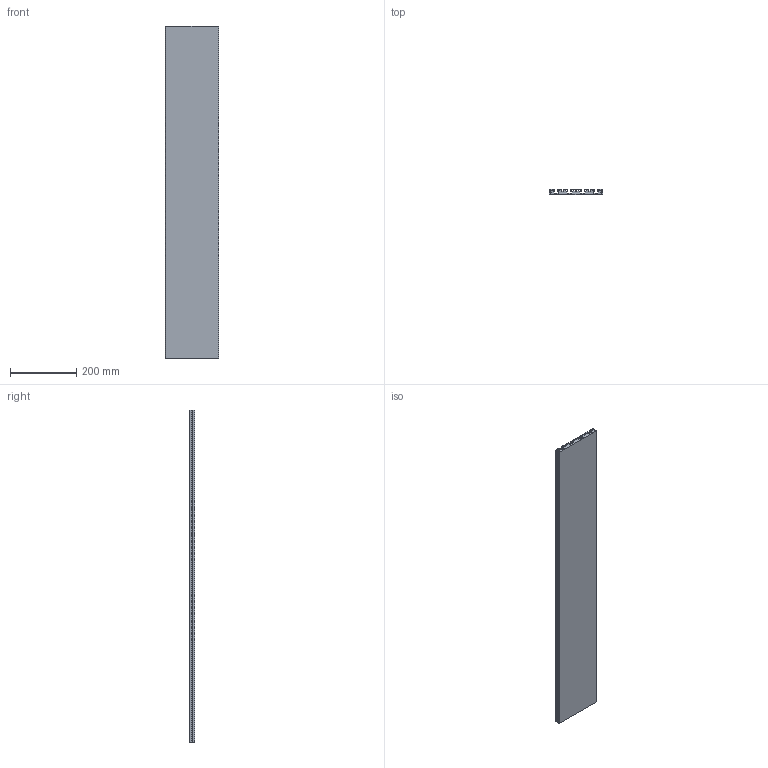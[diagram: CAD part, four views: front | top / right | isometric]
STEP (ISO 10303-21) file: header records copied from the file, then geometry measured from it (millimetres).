
FILE_DESCRIPTION(/* description */ (''),/* implementation_level */ '2;1');
FILE_NAME(/* name */ '111015',/* time_stamp */ '2014-10-06T11:17:45+02:00',/* author */ (''),/* organization */ (''),/* preprocessor_version */ 'ST-DEVELOPER v14',/* originating_system */ 'HiCAD 2013 1802.4 Build 509',/* authorisation */ '');
FILE_SCHEMA (('AUTOMOTIVE_DESIGN { 1 0 10303 214 1 1 1 1 }'));
Length unit declared in the file: millimetre
Products named in the file (2): Root; 11101516x160BOIKON0
Assembly tree (1 placements, depth 2):
  Root
    11101516x160BOIKON0
Bounding box: 160 x 16 x 1000 mm (x, y, z)
Volume: 1504865 mm3; surface area: 687698.4 mm2
Topology: 1 solids, 1 shells, 124 faces, 366 edges, 244 vertices
Faces by surface type: plane 102, cylinder 22
Entity records: 7790 total; most frequent: CARTESIAN_POINT 736, PRESENTATION_STYLE_ASSIGNMENT 733, COLOUR_RGB 733, DRAUGHTING_PRE_DEFINED_CURVE_FONT 732, CURVE_STYLE 732, OVER_RIDING_STYLED_ITEM 732, ORIENTED_EDGE 732, DIRECTION 662
